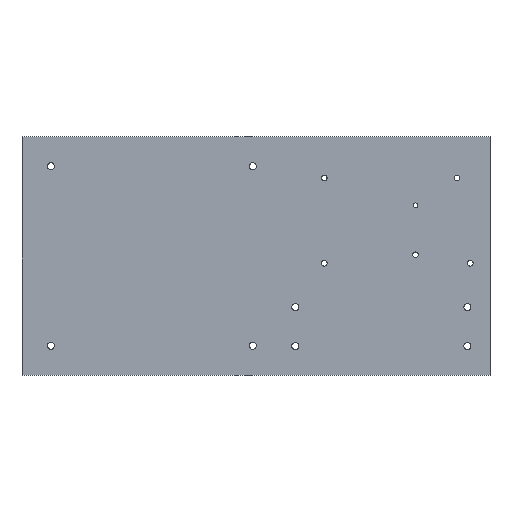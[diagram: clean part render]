
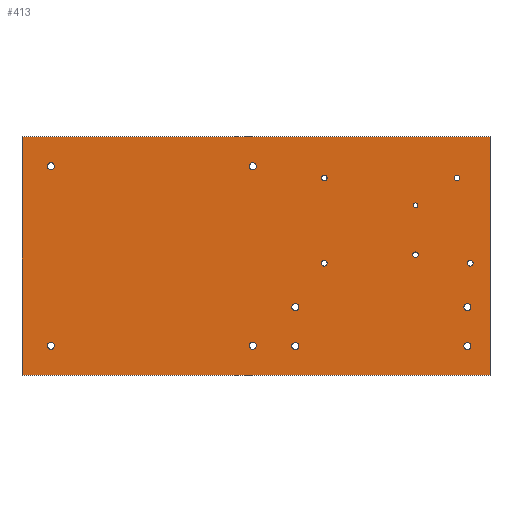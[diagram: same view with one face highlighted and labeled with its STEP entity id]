
A CAD part, top view. The second image highlights one B-rep face of the part: STEP entity #413.
In plain terms, the highlighted planar face has unit normal (0, 0, 1).
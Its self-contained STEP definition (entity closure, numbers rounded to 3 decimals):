
#29=FACE_BOUND('',#110,.T.);
#30=FACE_BOUND('',#111,.T.);
#31=FACE_BOUND('',#112,.T.);
#32=FACE_BOUND('',#113,.T.);
#33=FACE_BOUND('',#114,.T.);
#34=FACE_BOUND('',#115,.T.);
#35=FACE_BOUND('',#116,.T.);
#36=FACE_BOUND('',#117,.T.);
#37=FACE_BOUND('',#118,.T.);
#38=FACE_BOUND('',#119,.T.);
#39=FACE_BOUND('',#120,.T.);
#40=FACE_BOUND('',#121,.T.);
#41=FACE_BOUND('',#122,.T.);
#42=FACE_BOUND('',#123,.T.);
#57=CIRCLE('',#448,2.);
#58=CIRCLE('',#449,1.562);
#59=CIRCLE('',#450,1.562);
#60=CIRCLE('',#451,2.);
#61=CIRCLE('',#452,2.);
#62=CIRCLE('',#453,2.);
#63=CIRCLE('',#454,2.);
#64=CIRCLE('',#455,1.562);
#65=CIRCLE('',#456,1.562);
#66=CIRCLE('',#457,2.);
#67=CIRCLE('',#458,2.);
#68=CIRCLE('',#459,2.);
#69=CIRCLE('',#460,1.315);
#70=CIRCLE('',#461,1.562);
#89=FACE_OUTER_BOUND('',#109,.T.);
#109=EDGE_LOOP('',(#311,#312,#313,#314));
#110=EDGE_LOOP('',(#315));
#111=EDGE_LOOP('',(#316));
#112=EDGE_LOOP('',(#317));
#113=EDGE_LOOP('',(#318));
#114=EDGE_LOOP('',(#319));
#115=EDGE_LOOP('',(#320));
#116=EDGE_LOOP('',(#321));
#117=EDGE_LOOP('',(#322));
#118=EDGE_LOOP('',(#323));
#119=EDGE_LOOP('',(#324));
#120=EDGE_LOOP('',(#325));
#121=EDGE_LOOP('',(#326));
#122=EDGE_LOOP('',(#327));
#123=EDGE_LOOP('',(#328));
#153=LINE('',#619,#179);
#159=LINE('',#630,#185);
#162=LINE('',#636,#188);
#164=LINE('',#639,#190);
#179=VECTOR('',#495,10.);
#185=VECTOR('',#503,10.);
#188=VECTOR('',#508,10.);
#190=VECTOR('',#512,10.);
#205=VERTEX_POINT('',#617);
#206=VERTEX_POINT('',#618);
#210=VERTEX_POINT('',#628);
#212=VERTEX_POINT('',#634);
#213=VERTEX_POINT('',#641);
#214=VERTEX_POINT('',#643);
#215=VERTEX_POINT('',#645);
#216=VERTEX_POINT('',#647);
#217=VERTEX_POINT('',#649);
#218=VERTEX_POINT('',#651);
#219=VERTEX_POINT('',#653);
#220=VERTEX_POINT('',#655);
#221=VERTEX_POINT('',#657);
#222=VERTEX_POINT('',#659);
#223=VERTEX_POINT('',#661);
#224=VERTEX_POINT('',#663);
#225=VERTEX_POINT('',#665);
#226=VERTEX_POINT('',#667);
#241=EDGE_CURVE('',#205,#206,#153,.T.);
#247=EDGE_CURVE('',#206,#210,#159,.T.);
#250=EDGE_CURVE('',#210,#212,#162,.T.);
#252=EDGE_CURVE('',#212,#205,#164,.T.);
#253=EDGE_CURVE('',#213,#213,#57,.T.);
#254=EDGE_CURVE('',#214,#214,#58,.T.);
#255=EDGE_CURVE('',#215,#215,#59,.T.);
#256=EDGE_CURVE('',#216,#216,#60,.T.);
#257=EDGE_CURVE('',#217,#217,#61,.T.);
#258=EDGE_CURVE('',#218,#218,#62,.T.);
#259=EDGE_CURVE('',#219,#219,#63,.T.);
#260=EDGE_CURVE('',#220,#220,#64,.T.);
#261=EDGE_CURVE('',#221,#221,#65,.T.);
#262=EDGE_CURVE('',#222,#222,#66,.T.);
#263=EDGE_CURVE('',#223,#223,#67,.T.);
#264=EDGE_CURVE('',#224,#224,#68,.T.);
#265=EDGE_CURVE('',#225,#225,#69,.T.);
#266=EDGE_CURVE('',#226,#226,#70,.T.);
#311=ORIENTED_EDGE('',*,*,#241,.T.);
#312=ORIENTED_EDGE('',*,*,#247,.T.);
#313=ORIENTED_EDGE('',*,*,#250,.T.);
#314=ORIENTED_EDGE('',*,*,#252,.T.);
#315=ORIENTED_EDGE('',*,*,#253,.T.);
#316=ORIENTED_EDGE('',*,*,#254,.T.);
#317=ORIENTED_EDGE('',*,*,#255,.T.);
#318=ORIENTED_EDGE('',*,*,#256,.T.);
#319=ORIENTED_EDGE('',*,*,#257,.T.);
#320=ORIENTED_EDGE('',*,*,#258,.T.);
#321=ORIENTED_EDGE('',*,*,#259,.T.);
#322=ORIENTED_EDGE('',*,*,#260,.T.);
#323=ORIENTED_EDGE('',*,*,#261,.T.);
#324=ORIENTED_EDGE('',*,*,#262,.T.);
#325=ORIENTED_EDGE('',*,*,#263,.T.);
#326=ORIENTED_EDGE('',*,*,#264,.T.);
#327=ORIENTED_EDGE('',*,*,#265,.T.);
#328=ORIENTED_EDGE('',*,*,#266,.T.);
#407=PLANE('',#447);
#413=ADVANCED_FACE('',(#89,#29,#30,#31,#32,#33,#34,#35,#36,#37,#38,#39,
#40,#41,#42),#407,.T.);
#447=AXIS2_PLACEMENT_3D('',#640,#513,#514);
#448=AXIS2_PLACEMENT_3D('',#642,#515,#516);
#449=AXIS2_PLACEMENT_3D('',#644,#517,#518);
#450=AXIS2_PLACEMENT_3D('',#646,#519,#520);
#451=AXIS2_PLACEMENT_3D('',#648,#521,#522);
#452=AXIS2_PLACEMENT_3D('',#650,#523,#524);
#453=AXIS2_PLACEMENT_3D('',#652,#525,#526);
#454=AXIS2_PLACEMENT_3D('',#654,#527,#528);
#455=AXIS2_PLACEMENT_3D('',#656,#529,#530);
#456=AXIS2_PLACEMENT_3D('',#658,#531,#532);
#457=AXIS2_PLACEMENT_3D('',#660,#533,#534);
#458=AXIS2_PLACEMENT_3D('',#662,#535,#536);
#459=AXIS2_PLACEMENT_3D('',#664,#537,#538);
#460=AXIS2_PLACEMENT_3D('',#666,#539,#540);
#461=AXIS2_PLACEMENT_3D('',#668,#541,#542);
#495=DIRECTION('',(0.,-1.,0.));
#503=DIRECTION('',(1.,0.,0.));
#508=DIRECTION('',(0.,1.,0.));
#512=DIRECTION('',(-1.,0.,0.));
#513=DIRECTION('center_axis',(0.,0.,1.));
#514=DIRECTION('ref_axis',(1.,0.,0.));
#515=DIRECTION('center_axis',(0.,0.,-1.));
#516=DIRECTION('ref_axis',(1.,0.,0.));
#517=DIRECTION('center_axis',(0.,0.,-1.));
#518=DIRECTION('ref_axis',(1.,0.,0.));
#519=DIRECTION('center_axis',(0.,0.,-1.));
#520=DIRECTION('ref_axis',(1.,0.,0.));
#521=DIRECTION('center_axis',(0.,0.,-1.));
#522=DIRECTION('ref_axis',(1.,0.,0.));
#523=DIRECTION('center_axis',(0.,0.,-1.));
#524=DIRECTION('ref_axis',(1.,0.,0.));
#525=DIRECTION('center_axis',(0.,0.,-1.));
#526=DIRECTION('ref_axis',(1.,0.,0.));
#527=DIRECTION('center_axis',(0.,0.,-1.));
#528=DIRECTION('ref_axis',(1.,0.,0.));
#529=DIRECTION('center_axis',(0.,0.,-1.));
#530=DIRECTION('ref_axis',(1.,0.,0.));
#531=DIRECTION('center_axis',(0.,0.,-1.));
#532=DIRECTION('ref_axis',(1.,0.,0.));
#533=DIRECTION('center_axis',(0.,0.,-1.));
#534=DIRECTION('ref_axis',(1.,0.,0.));
#535=DIRECTION('center_axis',(0.,0.,-1.));
#536=DIRECTION('ref_axis',(1.,0.,0.));
#537=DIRECTION('center_axis',(0.,0.,-1.));
#538=DIRECTION('ref_axis',(1.,0.,0.));
#539=DIRECTION('center_axis',(0.,0.,-1.));
#540=DIRECTION('ref_axis',(1.,0.,0.));
#541=DIRECTION('center_axis',(0.,0.,-1.));
#542=DIRECTION('ref_axis',(1.,0.,0.));
#617=CARTESIAN_POINT('',(-203.5,107.5,0.));
#618=CARTESIAN_POINT('',(-203.5,-27.5,0.));
#619=CARTESIAN_POINT('',(-203.5,107.5,0.));
#628=CARTESIAN_POINT('',(61.5,-27.5,0.));
#630=CARTESIAN_POINT('',(-203.5,-27.5,0.));
#634=CARTESIAN_POINT('',(61.5,107.5,0.));
#636=CARTESIAN_POINT('',(61.5,-27.5,0.));
#639=CARTESIAN_POINT('',(61.5,107.5,0.));
#640=CARTESIAN_POINT('Origin',(-71.,40.,0.));
#641=CARTESIAN_POINT('',(46.74,11.,0.));
#642=CARTESIAN_POINT('Origin',(48.74,11.,0.));
#643=CARTESIAN_POINT('',(17.781,40.71,0.));
#644=CARTESIAN_POINT('Origin',(19.343,40.71,0.));
#645=CARTESIAN_POINT('',(48.781,35.832,0.));
#646=CARTESIAN_POINT('Origin',(50.343,35.832,0.));
#647=CARTESIAN_POINT('',(-74.85,90.8,0.));
#648=CARTESIAN_POINT('Origin',(-72.85,90.8,0.));
#649=CARTESIAN_POINT('',(46.74,-11.,0.));
#650=CARTESIAN_POINT('Origin',(48.74,-11.,0.));
#651=CARTESIAN_POINT('',(-50.74,11.,0.));
#652=CARTESIAN_POINT('Origin',(-48.74,11.,0.));
#653=CARTESIAN_POINT('',(-189.15,90.8,0.));
#654=CARTESIAN_POINT('Origin',(-187.15,90.8,0.));
#655=CARTESIAN_POINT('',(41.288,84.168,0.));
#656=CARTESIAN_POINT('Origin',(42.85,84.168,0.));
#657=CARTESIAN_POINT('',(-33.845,35.832,0.));
#658=CARTESIAN_POINT('Origin',(-32.283,35.832,0.));
#659=CARTESIAN_POINT('',(-189.15,-10.8,0.));
#660=CARTESIAN_POINT('Origin',(-187.15,-10.8,0.));
#661=CARTESIAN_POINT('',(-74.85,-10.8,0.));
#662=CARTESIAN_POINT('Origin',(-72.85,-10.8,0.));
#663=CARTESIAN_POINT('',(-50.74,-11.,0.));
#664=CARTESIAN_POINT('Origin',(-48.74,-11.,0.));
#665=CARTESIAN_POINT('',(18.027,68.727,0.));
#666=CARTESIAN_POINT('Origin',(19.343,68.727,0.));
#667=CARTESIAN_POINT('',(-33.845,84.168,0.));
#668=CARTESIAN_POINT('Origin',(-32.283,84.168,0.));
